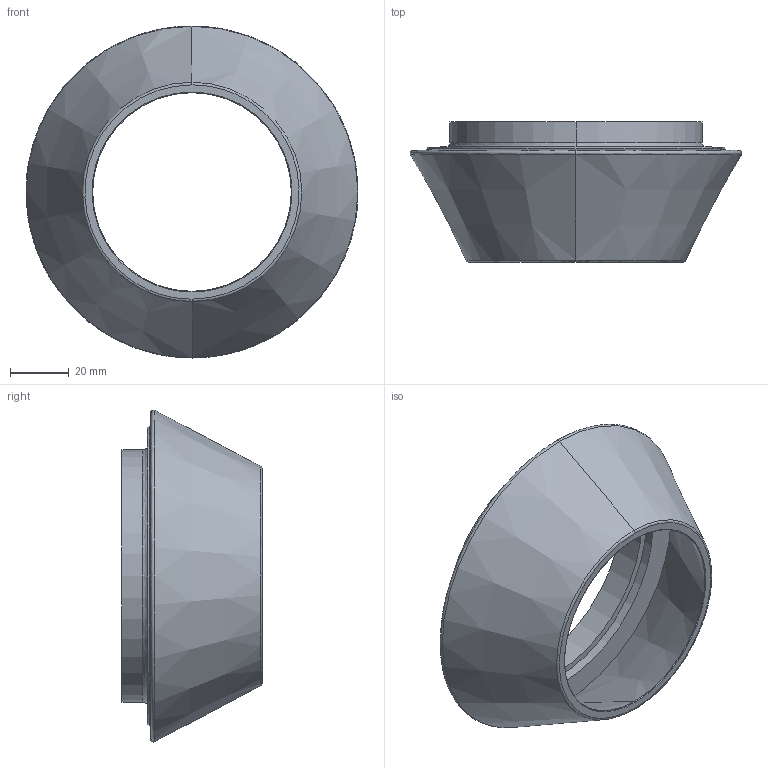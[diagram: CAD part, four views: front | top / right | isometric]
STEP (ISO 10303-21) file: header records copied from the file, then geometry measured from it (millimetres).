
FILE_DESCRIPTION (( 'STEP AP203' ), '1' );
FILE_NAME ('IGEA 2_STEP.STEP', '2015-12-10T08:11:01', ( 'admin' ), ( '' ), 'SwSTEP 2.0', 'SolidWorks 2015', '' );
FILE_SCHEMA (( 'CONFIG_CONTROL_DESIGN' ));
Length unit declared in the file: millimetre
Products named in the file (2): IGEA 2_STEP
Bounding box: 113.11 x 47.73 x 113.11 mm (x, y, z)
Volume: 53533.2 mm3; surface area: 42048.8 mm2
Topology: 2 solids, 2 shells, 32 faces, 68 edges, 40 vertices
Faces by surface type: cone 12, bspline 10, cylinder 6, plane 4
Entity records: 1621 total; most frequent: CARTESIAN_POINT 829, ORIENTED_EDGE 136, DIRECTION 134, EDGE_CURVE 68, AXIS2_PLACEMENT_3D 58, VERTEX_POINT 40, EDGE_LOOP 36, CIRCLE 34
